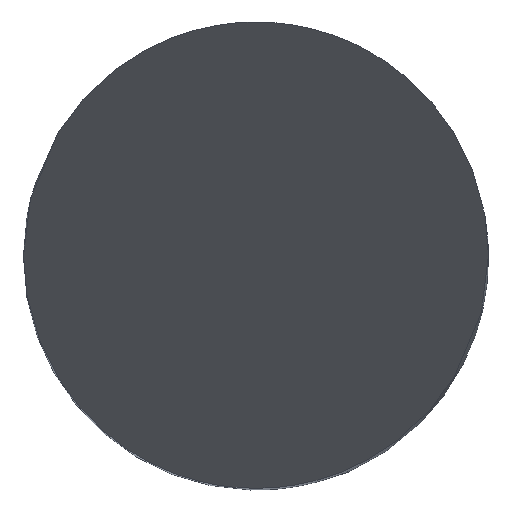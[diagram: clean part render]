
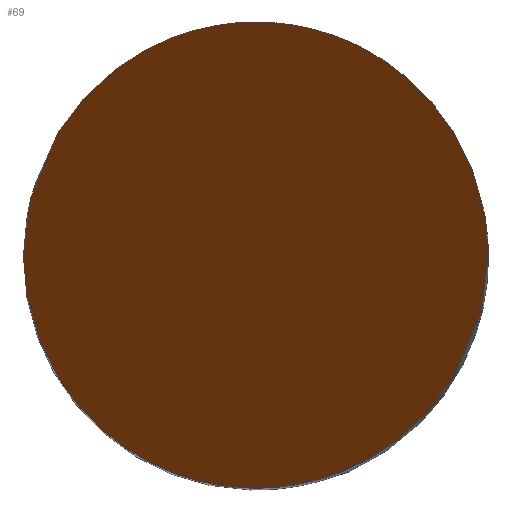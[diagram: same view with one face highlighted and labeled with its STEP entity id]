
A CAD part, top view. The second image highlights one B-rep face of the part: STEP entity #69.
In plain terms, the highlighted planar face has unit normal (0, -0.866, 0.5).
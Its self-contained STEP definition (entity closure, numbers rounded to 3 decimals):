
#69=ADVANCED_FACE('',(#106),#90,.F.);
#90=PLANE('',#487);
#106=FACE_OUTER_BOUND('',#130,.T.);
#130=EDGE_LOOP('',(#239,#240));
#239=ORIENTED_EDGE('',*,*,#362,.F.);
#240=ORIENTED_EDGE('',*,*,#367,.F.);
#323=VERTEX_POINT('',#636);
#324=VERTEX_POINT('',#641);
#362=EDGE_CURVE('',#323,#324,#430,.T.);
#367=EDGE_CURVE('',#324,#323,#432,.T.);
#430=(
BOUNDED_CURVE()
B_SPLINE_CURVE(3,(#637,#638,#639,#640),.UNSPECIFIED.,.F.,.F.)
B_SPLINE_CURVE_WITH_KNOTS((4,4),(0.,1.),.UNSPECIFIED.)
CURVE()
GEOMETRIC_REPRESENTATION_ITEM()
RATIONAL_B_SPLINE_CURVE((1.,0.333,0.333,1.))
REPRESENTATION_ITEM('')
);
#432=(
BOUNDED_CURVE()
B_SPLINE_CURVE(3,(#659,#660,#661,#662),.UNSPECIFIED.,.F.,.F.)
B_SPLINE_CURVE_WITH_KNOTS((4,4),(0.,1.),.UNSPECIFIED.)
CURVE()
GEOMETRIC_REPRESENTATION_ITEM()
RATIONAL_B_SPLINE_CURVE((1.,0.333,0.333,1.))
REPRESENTATION_ITEM('')
);
#487=AXIS2_PLACEMENT_3D('',#756,#545,#546);
#545=DIRECTION('',(0.,0.866,-0.5));
#546=DIRECTION('',(0.,-0.5,-0.866));
#636=CARTESIAN_POINT('',(-3.5,0.,0.));
#637=CARTESIAN_POINT('',(-3.5,0.,0.));
#638=CARTESIAN_POINT('',(-3.5,7.,12.124));
#639=CARTESIAN_POINT('',(3.5,7.,12.124));
#640=CARTESIAN_POINT('',(3.5,0.,0.));
#641=CARTESIAN_POINT('',(3.5,0.,0.));
#659=CARTESIAN_POINT('',(3.5,0.,0.));
#660=CARTESIAN_POINT('',(3.5,-7.,-12.124));
#661=CARTESIAN_POINT('',(-3.5,-7.,-12.124));
#662=CARTESIAN_POINT('',(-3.5,0.,0.));
#756=CARTESIAN_POINT('',(3.5,3.5,6.062));
